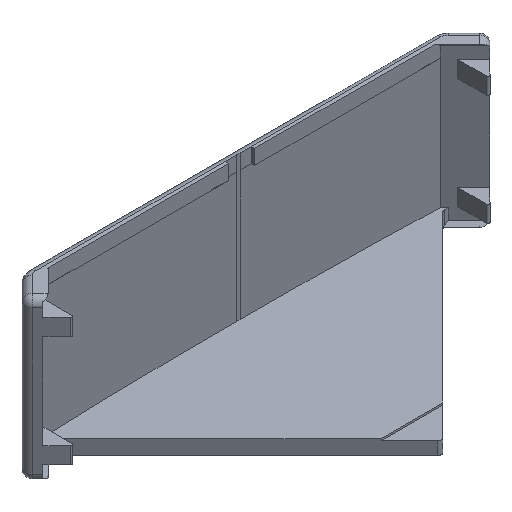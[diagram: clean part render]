
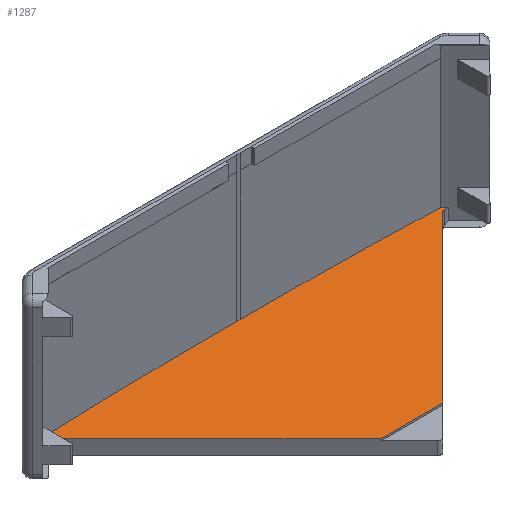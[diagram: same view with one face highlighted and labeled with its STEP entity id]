
A CAD part, isometric view. The second image highlights one B-rep face of the part: STEP entity #1287.
In plain terms, the highlighted planar face has unit normal (0, 0, 1).
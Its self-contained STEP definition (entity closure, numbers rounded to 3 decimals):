
#28=PLANE('',#1395);
#96=LINE('',#1984,#235);
#97=LINE('',#1986,#236);
#98=LINE('',#1990,#237);
#99=LINE('',#1992,#238);
#100=LINE('',#1996,#239);
#101=LINE('',#2000,#240);
#102=LINE('',#2002,#241);
#103=LINE('',#2005,#242);
#235=VECTOR('',#1572,1000.);
#236=VECTOR('',#1573,1000.);
#237=VECTOR('',#1576,1000.);
#238=VECTOR('',#1577,1000.);
#239=VECTOR('',#1580,1000.);
#240=VECTOR('',#1583,1000.);
#241=VECTOR('',#1584,1000.);
#242=VECTOR('',#1587,1000.);
#376=FACE_OUTER_BOUND('',#451,.T.);
#451=EDGE_LOOP('',(#929,#930,#931,#932,#933,#934,#935,#936,#937,#938,#939,
#940));
#533=CIRCLE('',#1396,1.);
#534=CIRCLE('',#1397,1563.085);
#535=CIRCLE('',#1398,1563.085);
#536=CIRCLE('',#1399,1.);
#606=VERTEX_POINT('',#1982);
#607=VERTEX_POINT('',#1983);
#608=VERTEX_POINT('',#1985);
#609=VERTEX_POINT('',#1987);
#610=VERTEX_POINT('',#1989);
#611=VERTEX_POINT('',#1991);
#612=VERTEX_POINT('',#1993);
#613=VERTEX_POINT('',#1995);
#614=VERTEX_POINT('',#1997);
#615=VERTEX_POINT('',#1999);
#616=VERTEX_POINT('',#2001);
#617=VERTEX_POINT('',#2003);
#732=EDGE_CURVE('',#606,#607,#96,.T.);
#733=EDGE_CURVE('',#606,#608,#97,.T.);
#734=EDGE_CURVE('',#608,#609,#533,.T.);
#735=EDGE_CURVE('',#610,#609,#98,.T.);
#736=EDGE_CURVE('',#611,#610,#99,.T.);
#737=EDGE_CURVE('',#612,#611,#534,.T.);
#738=EDGE_CURVE('',#613,#612,#100,.T.);
#739=EDGE_CURVE('',#613,#614,#535,.T.);
#740=EDGE_CURVE('',#614,#615,#101,.T.);
#741=EDGE_CURVE('',#615,#616,#102,.T.);
#742=EDGE_CURVE('',#616,#617,#536,.T.);
#743=EDGE_CURVE('',#607,#617,#103,.T.);
#929=ORIENTED_EDGE('',*,*,#732,.F.);
#930=ORIENTED_EDGE('',*,*,#733,.T.);
#931=ORIENTED_EDGE('',*,*,#734,.T.);
#932=ORIENTED_EDGE('',*,*,#735,.F.);
#933=ORIENTED_EDGE('',*,*,#736,.F.);
#934=ORIENTED_EDGE('',*,*,#737,.F.);
#935=ORIENTED_EDGE('',*,*,#738,.F.);
#936=ORIENTED_EDGE('',*,*,#739,.T.);
#937=ORIENTED_EDGE('',*,*,#740,.T.);
#938=ORIENTED_EDGE('',*,*,#741,.T.);
#939=ORIENTED_EDGE('',*,*,#742,.T.);
#940=ORIENTED_EDGE('',*,*,#743,.F.);
#1287=ADVANCED_FACE('',(#376),#28,.F.);
#1395=AXIS2_PLACEMENT_3D('',#1981,#1570,#1571);
#1396=AXIS2_PLACEMENT_3D('',#1988,#1574,#1575);
#1397=AXIS2_PLACEMENT_3D('',#1994,#1578,#1579);
#1398=AXIS2_PLACEMENT_3D('',#1998,#1581,#1582);
#1399=AXIS2_PLACEMENT_3D('',#2004,#1585,#1586);
#1570=DIRECTION('center_axis',(0.,0.,-1.));
#1571=DIRECTION('ref_axis',(-1.,0.,0.));
#1572=DIRECTION('',(-1.,0.,0.));
#1573=DIRECTION('',(0.707,0.707,0.));
#1574=DIRECTION('center_axis',(0.,0.,-1.));
#1575=DIRECTION('ref_axis',(-1.,0.,0.));
#1576=DIRECTION('',(-1.,0.,0.));
#1577=DIRECTION('',(0.707,-0.707,0.));
#1578=DIRECTION('center_axis',(0.,0.,-1.));
#1579=DIRECTION('ref_axis',(1.,0.,0.));
#1580=DIRECTION('',(1.,0.,0.));
#1581=DIRECTION('center_axis',(0.,0.,1.));
#1582=DIRECTION('ref_axis',(-1.,0.,0.));
#1583=DIRECTION('',(-0.707,-0.707,0.));
#1584=DIRECTION('',(1.,0.,0.));
#1585=DIRECTION('center_axis',(0.,0.,-1.));
#1586=DIRECTION('ref_axis',(-1.,0.,0.));
#1587=DIRECTION('',(-0.707,0.707,0.));
#1981=CARTESIAN_POINT('Origin',(-7.828,-60.,-17.5));
#1982=CARTESIAN_POINT('',(8.828,-45.,-17.5));
#1983=CARTESIAN_POINT('',(-7.828,-45.,-17.5));
#1984=CARTESIAN_POINT('',(63.128,-45.,-17.5));
#1985=CARTESIAN_POINT('',(53.536,-0.293,-17.5));
#1986=CARTESIAN_POINT('',(8.828,-45.,-17.5));
#1987=CARTESIAN_POINT('',(54.243,0.,-17.5));
#1988=CARTESIAN_POINT('Origin',(54.243,-1.,-17.5));
#1989=CARTESIAN_POINT('',(55.3,0.,-17.5));
#1990=CARTESIAN_POINT('',(55.3,0.,-17.5));
#1991=CARTESIAN_POINT('',(54.206,1.094,-17.5));
#1992=CARTESIAN_POINT('',(55.3,0.,-17.5));
#1993=CARTESIAN_POINT('',(1.,2.,-17.5));
#1994=CARTESIAN_POINT('Origin',(1.,-1561.085,-17.5));
#1995=CARTESIAN_POINT('',(0.,2.,-17.5));
#1996=CARTESIAN_POINT('',(0.5,2.,-17.5));
#1997=CARTESIAN_POINT('',(-53.206,1.094,-17.5));
#1998=CARTESIAN_POINT('Origin',(0.,-1561.085,
-17.5));
#1999=CARTESIAN_POINT('',(-54.3,0.,-17.5));
#2000=CARTESIAN_POINT('',(-54.3,0.,-17.5));
#2001=CARTESIAN_POINT('',(-53.243,0.,-17.5));
#2002=CARTESIAN_POINT('',(-54.3,0.,-17.5));
#2003=CARTESIAN_POINT('',(-52.536,-0.293,-17.5));
#2004=CARTESIAN_POINT('Origin',(-53.243,-1.,-17.5));
#2005=CARTESIAN_POINT('',(-7.828,-45.,-17.5));
